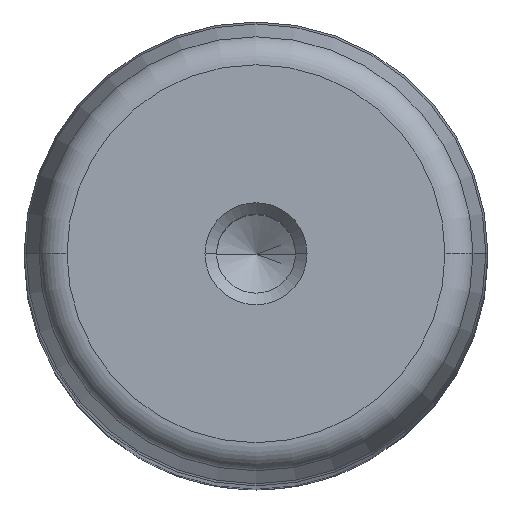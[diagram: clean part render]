
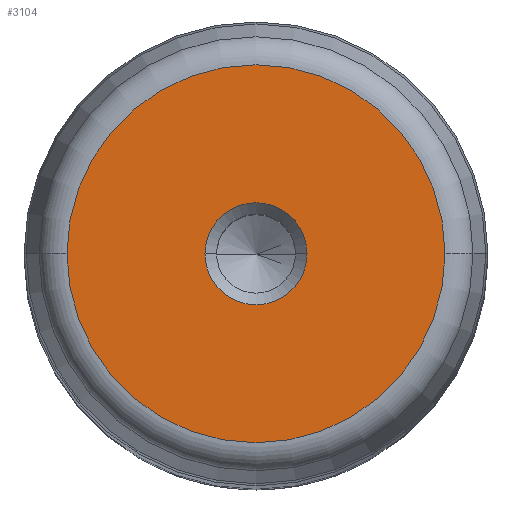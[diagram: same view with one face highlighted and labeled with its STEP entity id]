
A CAD part, top view. The second image highlights one B-rep face of the part: STEP entity #3104.
In plain terms, the highlighted planar face has unit normal (0, 0, 1).
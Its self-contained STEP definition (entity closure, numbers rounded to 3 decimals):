
#65 = VERTEX_POINT ( 'NONE', #2635 ) ;
#82 = CIRCLE ( 'NONE', #704, 16.299 ) ;
#116 = ORIENTED_EDGE ( 'NONE', *, *, #2465, .F. ) ;
#157 = ORIENTED_EDGE ( 'NONE', *, *, #1997, .T. ) ;
#278 = EDGE_CURVE ( 'NONE', #2006, #3051, #1904, .T. ) ;
#287 = AXIS2_PLACEMENT_3D ( 'NONE', #3004, #1314, #784 ) ;
#425 = DIRECTION ( 'NONE',  ( 0., 0., -1. ) ) ;
#599 = CARTESIAN_POINT ( 'NONE',  ( 0., 0., 225. ) ) ;
#704 = AXIS2_PLACEMENT_3D ( 'NONE', #1168, #1199, #1456 ) ;
#706 = CARTESIAN_POINT ( 'NONE',  ( 0., 0., 225. ) ) ;
#784 = DIRECTION ( 'NONE',  ( 1., 0., 0. ) ) ;
#795 = FACE_BOUND ( 'NONE', #2231, .T. ) ;
#797 = PLANE ( 'NONE',  #287 ) ;
#849 = DIRECTION ( 'NONE',  ( 1., 0., 0. ) ) ;
#921 = AXIS2_PLACEMENT_3D ( 'NONE', #2552, #2297, #849 ) ;
#936 = DIRECTION ( 'NONE',  ( -1., 0., 0. ) ) ;
#956 = CARTESIAN_POINT ( 'NONE',  ( 4.4, 0., 225. ) ) ;
#1030 = CIRCLE ( 'NONE', #2229, 4.4 ) ;
#1168 = CARTESIAN_POINT ( 'NONE',  ( 0., 0., 225. ) ) ;
#1199 = DIRECTION ( 'NONE',  ( 0., 0., -1. ) ) ;
#1314 = DIRECTION ( 'NONE',  ( 0., 0., 1. ) ) ;
#1456 = DIRECTION ( 'NONE',  ( -1., 0., 0. ) ) ;
#1580 = CARTESIAN_POINT ( 'NONE',  ( -16.299, 0., 225. ) ) ;
#1764 = EDGE_LOOP ( 'NONE', ( #116, #2608 ) ) ;
#1904 = CIRCLE ( 'NONE', #2616, 16.299 ) ;
#1932 = EDGE_CURVE ( 'NONE', #2502, #65, #1030, .T. ) ;
#1997 = EDGE_CURVE ( 'NONE', #65, #2502, #2176, .T. ) ;
#2006 = VERTEX_POINT ( 'NONE', #2544 ) ;
#2012 = FACE_OUTER_BOUND ( 'NONE', #1764, .T. ) ;
#2176 = CIRCLE ( 'NONE', #921, 4.4 ) ;
#2229 = AXIS2_PLACEMENT_3D ( 'NONE', #599, #3056, #2534 ) ;
#2231 = EDGE_LOOP ( 'NONE', ( #2609, #157 ) ) ;
#2297 = DIRECTION ( 'NONE',  ( 0., 0., -1. ) ) ;
#2465 = EDGE_CURVE ( 'NONE', #3051, #2006, #82, .T. ) ;
#2502 = VERTEX_POINT ( 'NONE', #956 ) ;
#2534 = DIRECTION ( 'NONE',  ( 1., 0., 0. ) ) ;
#2544 = CARTESIAN_POINT ( 'NONE',  ( 16.299, 0., 225. ) ) ;
#2552 = CARTESIAN_POINT ( 'NONE',  ( 0., 0., 225. ) ) ;
#2608 = ORIENTED_EDGE ( 'NONE', *, *, #278, .F. ) ;
#2609 = ORIENTED_EDGE ( 'NONE', *, *, #1932, .T. ) ;
#2616 = AXIS2_PLACEMENT_3D ( 'NONE', #706, #425, #936 ) ;
#2635 = CARTESIAN_POINT ( 'NONE',  ( -4.4, 0., 225. ) ) ;
#3004 = CARTESIAN_POINT ( 'NONE',  ( 0., 0., 225. ) ) ;
#3051 = VERTEX_POINT ( 'NONE', #1580 ) ;
#3056 = DIRECTION ( 'NONE',  ( 0., 0., -1. ) ) ;
#3104 = ADVANCED_FACE ( 'NONE', ( #795, #2012 ), #797, .T. ) ;
